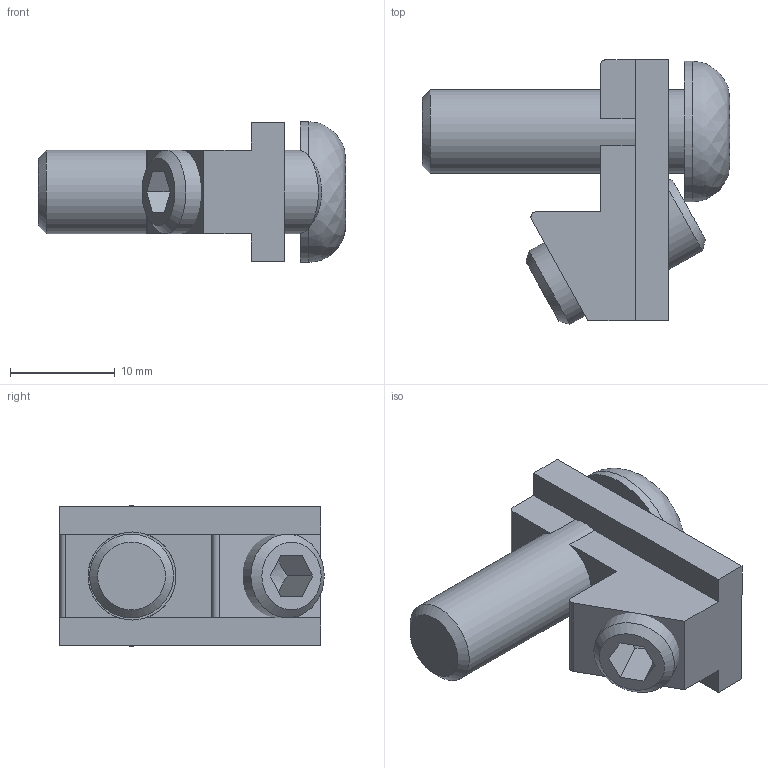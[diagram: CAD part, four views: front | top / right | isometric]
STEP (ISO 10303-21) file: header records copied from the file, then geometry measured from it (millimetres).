
FILE_DESCRIPTION(/* description */ (''),/* implementation_level */ '2;1');
FILE_NAME(/* name */ '41-002-7.stp',/* time_stamp */ '2025-02-27T16:15:42-05:00',/* author */ ('jmurphy'),/* organization */ (''),/* preprocessor_version */ 'ST-DEVELOPER v18.1',/* originating_system */ 'AutoCAD Mechanical',/* authorisation */ '');
FILE_SCHEMA (('AUTOMOTIVE_DESIGN { 1 0 10303 214 3 1 1 }'));
Length unit declared in the file: millimetre
Products named in the file (1): Product
Bounding box: 29.3 x 25.23 x 13.4 mm (x, y, z)
Volume: 3687.3 mm3; surface area: 3091.7 mm2
Topology: 3 solids, 3 shells, 45 faces, 114 edges, 77 vertices
Faces by surface type: plane 33, cylinder 7, cone 4, bspline 1
Full cylindrical faces by diameter (mm): 6.647 x1, 8 x2, 8.4 x1, 13.4 x1
Entity records: 1397 total; most frequent: CARTESIAN_POINT 274, ORIENTED_EDGE 224, DIRECTION 224, EDGE_CURVE 112, LINE 80, VECTOR 80, VERTEX_POINT 75, AXIS2_PLACEMENT_3D 72
